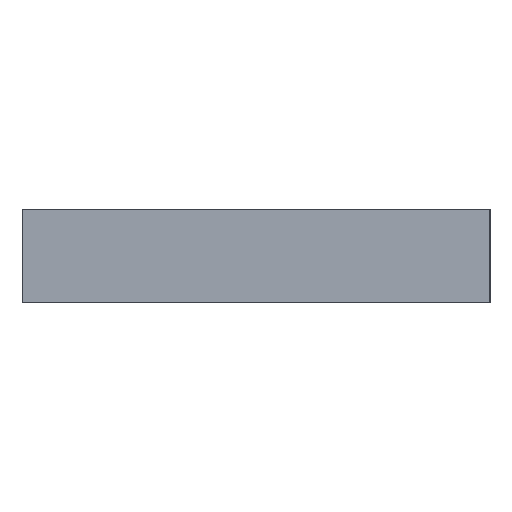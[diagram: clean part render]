
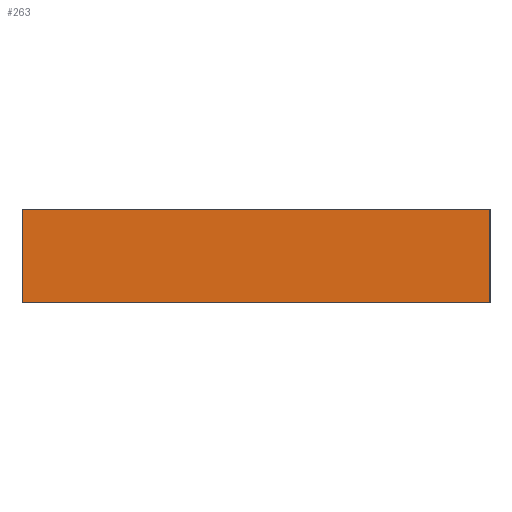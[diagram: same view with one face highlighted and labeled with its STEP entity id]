
A CAD part, left-side view. The second image highlights one B-rep face of the part: STEP entity #263.
In plain terms, the highlighted planar face has unit normal (-1, 0, 0).
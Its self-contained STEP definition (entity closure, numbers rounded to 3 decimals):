
#21=PLANE('',#299);
#35=FACE_OUTER_BOUND('',#49,.T.);
#49=EDGE_LOOP('',(#225,#226,#227,#228));
#74=LINE('',#424,#102);
#80=LINE('',#436,#108);
#82=LINE('',#439,#110);
#85=LINE('',#444,#113);
#102=VECTOR('',#348,10.);
#108=VECTOR('',#358,10.);
#110=VECTOR('',#362,10.);
#113=VECTOR('',#367,10.);
#133=VERTEX_POINT('',#421);
#134=VERTEX_POINT('',#423);
#137=VERTEX_POINT('',#433);
#138=VERTEX_POINT('',#435);
#162=EDGE_CURVE('',#133,#134,#74,.T.);
#168=EDGE_CURVE('',#137,#138,#80,.T.);
#170=EDGE_CURVE('',#134,#137,#82,.T.);
#173=EDGE_CURVE('',#138,#133,#85,.T.);
#225=ORIENTED_EDGE('',*,*,#162,.F.);
#226=ORIENTED_EDGE('',*,*,#173,.F.);
#227=ORIENTED_EDGE('',*,*,#168,.F.);
#228=ORIENTED_EDGE('',*,*,#170,.F.);
#263=ADVANCED_FACE('',(#35),#21,.T.);
#299=AXIS2_PLACEMENT_3D('',#443,#365,#366);
#348=DIRECTION('',(0.,-1.,0.));
#358=DIRECTION('',(0.,1.,0.));
#362=DIRECTION('',(0.,0.,-1.));
#365=DIRECTION('center_axis',(-1.,0.,0.));
#366=DIRECTION('ref_axis',(0.,0.,1.));
#367=DIRECTION('',(0.,0.,1.));
#421=CARTESIAN_POINT('',(-40.,15.,6.));
#423=CARTESIAN_POINT('',(-40.,-15.,6.));
#424=CARTESIAN_POINT('',(-40.,0.,6.));
#433=CARTESIAN_POINT('',(-40.,-15.,0.));
#435=CARTESIAN_POINT('',(-40.,15.,0.));
#436=CARTESIAN_POINT('',(-40.,0.,0.));
#439=CARTESIAN_POINT('',(-40.,-15.,6.));
#443=CARTESIAN_POINT('Origin',(-40.,0.,0.));
#444=CARTESIAN_POINT('',(-40.,15.,6.));
